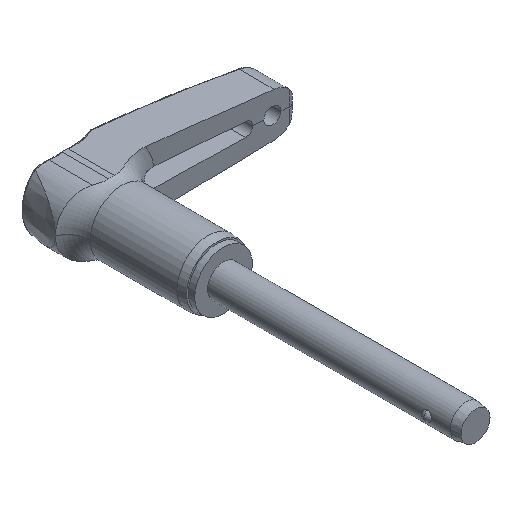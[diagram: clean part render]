
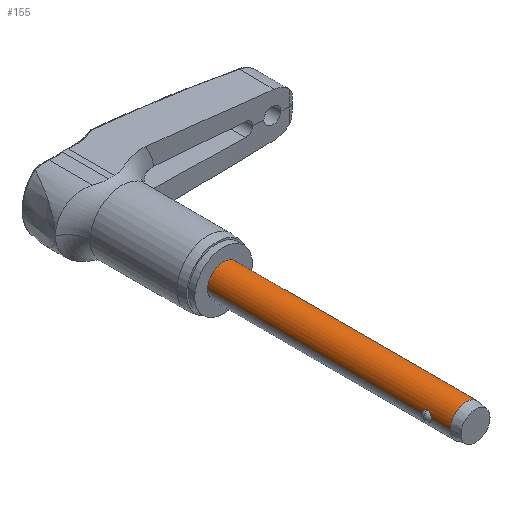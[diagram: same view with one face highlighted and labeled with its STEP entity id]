
A CAD part, isometric view. The second image highlights one B-rep face of the part: STEP entity #155.
In plain terms, the highlighted cylindrical face has radius 3 mm (diameter 6 mm), a partial arc.
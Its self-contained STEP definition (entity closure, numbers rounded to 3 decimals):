
#155=ADVANCED_FACE('',(#349),#350,.T.);
#349=FACE_OUTER_BOUND('',#581,.T.);
#350=CYLINDRICAL_SURFACE('',#582,3.0);
#581=EDGE_LOOP('',(#1066,#1067,#1068,#1069,#1070,#1071,#1072,#1073,#1074,#1075));
#582=AXIS2_PLACEMENT_3D('',#1076,#1077,#1078);
#1066=ORIENTED_EDGE('',*,*,#1603,.T.);
#1067=ORIENTED_EDGE('',*,*,#1626,.T.);
#1068=ORIENTED_EDGE('',*,*,#1619,.T.);
#1069=ORIENTED_EDGE('',*,*,#1610,.T.);
#1070=ORIENTED_EDGE('',*,*,#1632,.F.);
#1071=ORIENTED_EDGE('',*,*,#1608,.T.);
#1072=ORIENTED_EDGE('',*,*,#1622,.T.);
#1073=ORIENTED_EDGE('',*,*,#1624,.T.);
#1074=ORIENTED_EDGE('',*,*,#1605,.T.);
#1075=ORIENTED_EDGE('',*,*,#1630,.T.);
#1076=CARTESIAN_POINT('',(0.0,-22.625,0.0));
#1077=DIRECTION('',(-0.0,1.0,0.0));
#1078=DIRECTION('',(1.0,0.0,0.0));
#1603=EDGE_CURVE('',#1957,#1958,#1959,.T.);
#1605=EDGE_CURVE('',#1962,#1960,#1963,.T.);
#1608=EDGE_CURVE('',#1968,#1966,#1969,.T.);
#1610=EDGE_CURVE('',#1972,#1970,#1973,.T.);
#1619=EDGE_CURVE('',#1984,#1972,#1986,.T.);
#1622=EDGE_CURVE('',#1966,#1988,#1990,.T.);
#1624=EDGE_CURVE('',#1988,#1962,#1992,.T.);
#1626=EDGE_CURVE('',#1958,#1984,#1994,.T.);
#1630=EDGE_CURVE('',#1960,#1957,#1998,.T.);
#1632=EDGE_CURVE('',#1968,#1970,#2000,.T.);
#1957=VERTEX_POINT('',#2723);
#1958=VERTEX_POINT('',#2724);
#1959=LINE('',#2725,#2726);
#1960=VERTEX_POINT('',#2727);
#1962=VERTEX_POINT('',#2729);
#1963=LINE('',#2730,#2731);
#1966=VERTEX_POINT('',#2747);
#1968=VERTEX_POINT('',#2762);
#1969=LINE('',#2763,#2764);
#1970=VERTEX_POINT('',#2765);
#1972=VERTEX_POINT('',#2767);
#1973=LINE('',#2768,#2769);
#1984=VERTEX_POINT('',#2808);
#1986=B_SPLINE_CURVE_WITH_KNOTS('',3,(#2810,#2811,#2812,#2813,#2814,#2815,#2816,#2817,#2818,#2819,#2820,#2821,#2822,#2823),.UNSPECIFIED.,.F.,.F.,(4,2,2,2,2,2,4),(2.715,3.013,3.311,3.452,3.594,3.833,4.073),.UNSPECIFIED.);
#1988=VERTEX_POINT('',#2825);
#1990=B_SPLINE_CURVE_WITH_KNOTS('',3,(#2827,#2828,#2829,#2830,#2831,#2832,#2833,#2834,#2835,#2836,#2837,#2838,#2839,#2840),.UNSPECIFIED.,.F.,.F.,(4,2,2,2,2,2,4),(4.073,4.312,4.552,4.693,4.835,5.132,5.43),.UNSPECIFIED.);
#1992=B_SPLINE_CURVE_WITH_KNOTS('',3,(#2842,#2843,#2844,#2845,#2846,#2847,#2848,#2849,#2850,#2851,#2852,#2853,#2854,#2855),.UNSPECIFIED.,.F.,.F.,(4,2,2,2,2,2,4),(0.0,0.298,0.596,0.737,0.879,1.118,1.358),.UNSPECIFIED.);
#1994=B_SPLINE_CURVE_WITH_KNOTS('',3,(#2857,#2858,#2859,#2860,#2861,#2862,#2863,#2864,#2865,#2866,#2867,#2868,#2869,#2870),.UNSPECIFIED.,.F.,.F.,(4,2,2,2,2,2,4),(1.358,1.597,1.836,1.978,2.119,2.417,2.715),.UNSPECIFIED.);
#1998=CIRCLE('',#2874,3.0);
#2000=CIRCLE('',#2876,3.0);
#2723=CARTESIAN_POINT('',(3.0,-45.25,0.0));
#2724=CARTESIAN_POINT('',(3.0,-41.732,0.));
#2725=CARTESIAN_POINT('',(3.0,-22.625,0.));
#2726=VECTOR('',#3484,1.0);
#2727=CARTESIAN_POINT('',(-3.0,-45.25,0.));
#2729=CARTESIAN_POINT('',(-3.0,-41.732,0.));
#2730=CARTESIAN_POINT('',(-3.0,-22.625,0.));
#2731=VECTOR('',#3488,1.0);
#2747=CARTESIAN_POINT('',(-3.0,-40.0,0.));
#2762=CARTESIAN_POINT('',(-3.0,0.,0.));
#2763=CARTESIAN_POINT('',(-3.0,-22.625,0.));
#2764=VECTOR('',#3489,1.0);
#2765=CARTESIAN_POINT('',(3.0,0.0,0.0));
#2767=CARTESIAN_POINT('',(3.0,-40.0,0.));
#2768=CARTESIAN_POINT('',(3.0,-22.625,0.));
#2769=VECTOR('',#3493,1.0);
#2808=CARTESIAN_POINT('',(2.85,-40.866,0.937));
#2810=CARTESIAN_POINT('',(2.85,-40.866,0.937));
#2811=CARTESIAN_POINT('',(2.85,-40.767,0.937));
#2812=CARTESIAN_POINT('',(2.856,-40.661,0.918));
#2813=CARTESIAN_POINT('',(2.88,-40.466,0.84));
#2814=CARTESIAN_POINT('',(2.897,-40.376,0.782));
#2815=CARTESIAN_POINT('',(2.921,-40.269,0.685));
#2816=CARTESIAN_POINT('',(2.93,-40.235,0.648));
#2817=CARTESIAN_POINT('',(2.946,-40.172,0.567));
#2818=CARTESIAN_POINT('',(2.954,-40.144,0.524));
#2819=CARTESIAN_POINT('',(2.972,-40.084,0.414));
#2820=CARTESIAN_POINT('',(2.983,-40.052,0.334));
#2821=CARTESIAN_POINT('',(2.997,-40.01,0.167));
#2822=CARTESIAN_POINT('',(3.0,-40.0,0.08));
#2823=CARTESIAN_POINT('',(3.0,-40.0,0.));
#2825=CARTESIAN_POINT('',(-2.85,-40.866,0.937));
#2827=CARTESIAN_POINT('',(-3.0,-40.0,0.));
#2828=CARTESIAN_POINT('',(-3.0,-40.0,0.08));
#2829=CARTESIAN_POINT('',(-2.997,-40.01,0.167));
#2830=CARTESIAN_POINT('',(-2.983,-40.052,0.334));
#2831=CARTESIAN_POINT('',(-2.972,-40.084,0.414));
#2832=CARTESIAN_POINT('',(-2.954,-40.144,0.524));
#2833=CARTESIAN_POINT('',(-2.946,-40.172,0.567));
#2834=CARTESIAN_POINT('',(-2.93,-40.235,0.648));
#2835=CARTESIAN_POINT('',(-2.921,-40.269,0.685));
#2836=CARTESIAN_POINT('',(-2.897,-40.376,0.782));
#2837=CARTESIAN_POINT('',(-2.88,-40.466,0.84));
#2838=CARTESIAN_POINT('',(-2.856,-40.661,0.918));
#2839=CARTESIAN_POINT('',(-2.85,-40.767,0.937));
#2840=CARTESIAN_POINT('',(-2.85,-40.866,0.937));
#2842=CARTESIAN_POINT('',(-2.85,-40.866,0.937));
#2843=CARTESIAN_POINT('',(-2.85,-40.965,0.937));
#2844=CARTESIAN_POINT('',(-2.856,-41.071,0.918));
#2845=CARTESIAN_POINT('',(-2.88,-41.266,0.84));
#2846=CARTESIAN_POINT('',(-2.897,-41.356,0.782));
#2847=CARTESIAN_POINT('',(-2.921,-41.463,0.685));
#2848=CARTESIAN_POINT('',(-2.93,-41.497,0.648));
#2849=CARTESIAN_POINT('',(-2.946,-41.56,0.567));
#2850=CARTESIAN_POINT('',(-2.954,-41.588,0.524));
#2851=CARTESIAN_POINT('',(-2.972,-41.648,0.414));
#2852=CARTESIAN_POINT('',(-2.983,-41.68,0.334));
#2853=CARTESIAN_POINT('',(-2.997,-41.722,0.167));
#2854=CARTESIAN_POINT('',(-3.0,-41.732,0.08));
#2855=CARTESIAN_POINT('',(-3.0,-41.732,0.));
#2857=CARTESIAN_POINT('',(3.0,-41.732,0.0));
#2858=CARTESIAN_POINT('',(3.0,-41.732,0.08));
#2859=CARTESIAN_POINT('',(2.997,-41.722,0.167));
#2860=CARTESIAN_POINT('',(2.983,-41.68,0.334));
#2861=CARTESIAN_POINT('',(2.972,-41.648,0.414));
#2862=CARTESIAN_POINT('',(2.954,-41.588,0.524));
#2863=CARTESIAN_POINT('',(2.946,-41.56,0.567));
#2864=CARTESIAN_POINT('',(2.93,-41.497,0.648));
#2865=CARTESIAN_POINT('',(2.921,-41.463,0.685));
#2866=CARTESIAN_POINT('',(2.897,-41.356,0.782));
#2867=CARTESIAN_POINT('',(2.88,-41.266,0.84));
#2868=CARTESIAN_POINT('',(2.856,-41.071,0.918));
#2869=CARTESIAN_POINT('',(2.85,-40.965,0.937));
#2870=CARTESIAN_POINT('',(2.85,-40.866,0.937));
#2874=AXIS2_PLACEMENT_3D('',#3508,#3509,#3510);
#2876=AXIS2_PLACEMENT_3D('',#3511,#3512,#3513);
#3484=DIRECTION('',(0.0,1.0,0.0));
#3488=DIRECTION('',(-0.0,-1.0,-0.0));
#3489=DIRECTION('',(-0.0,-1.0,-0.0));
#3493=DIRECTION('',(0.0,1.0,0.0));
#3508=CARTESIAN_POINT('',(0.0,-45.25,0.0));
#3509=DIRECTION('',(-0.0,1.0,0.0));
#3510=DIRECTION('',(1.0,0.0,0.0));
#3511=CARTESIAN_POINT('',(0.0,0.0,0.0));
#3512=DIRECTION('',(-0.0,1.0,0.));
#3513=DIRECTION('',(1.0,0.0,0.0));
